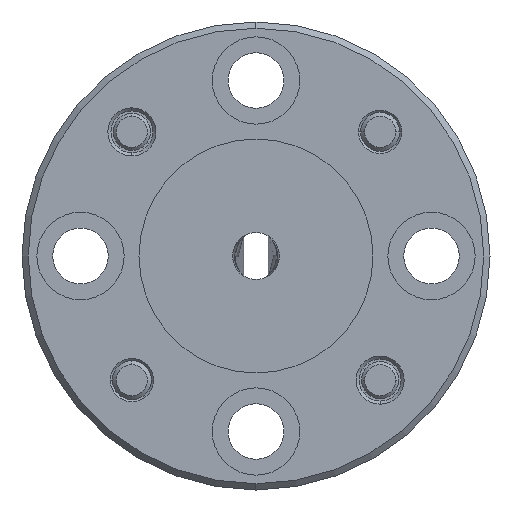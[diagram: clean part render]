
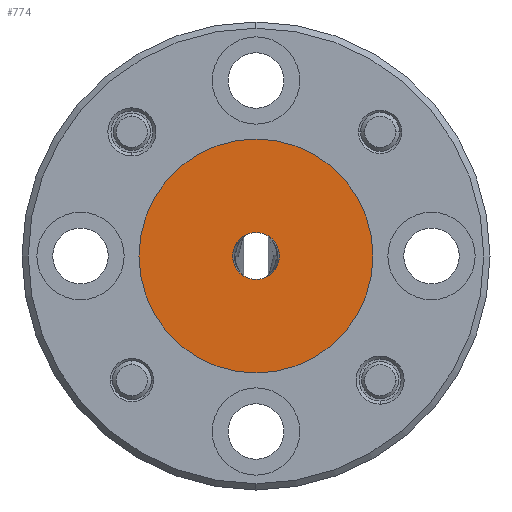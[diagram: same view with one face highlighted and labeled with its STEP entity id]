
A CAD part, left-side view. The second image highlights one B-rep face of the part: STEP entity #774.
In plain terms, the highlighted planar face has unit normal (-1, 0, 0).
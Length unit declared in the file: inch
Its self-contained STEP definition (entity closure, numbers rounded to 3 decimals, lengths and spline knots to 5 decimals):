
#144 = CARTESIAN_POINT ( 'NONE',  ( -0.98102, 0.74698, -0.20872 ) ) ;
#188 = CARTESIAN_POINT ( 'NONE',  ( -0.98102, 0.76515, -0.22693 ) ) ;
#213 = CARTESIAN_POINT ( 'NONE',  ( -0.98102, 0.69527, -0.22693 ) ) ;
#224 = CARTESIAN_POINT ( 'NONE',  ( -0.98102, 0.70322, -0.21529 ) ) ;
#240 = CARTESIAN_POINT ( 'NONE',  ( -0.98102, 0.69271, -0.24999 ) ) ;
#255 = CARTESIAN_POINT ( 'NONE',  ( -0.98102, 0.74698, -0.27581 ) ) ;
#296 = EDGE_CURVE ( 'NONE', #3467, #1849, #1498, .T. ) ;
#344 = CARTESIAN_POINT ( 'NONE',  ( -0.98102, 0.71344, -0.20872 ) ) ;
#378 = VERTEX_POINT ( 'NONE', #508 ) ;
#403 = B_SPLINE_CURVE_WITH_KNOTS ( 'NONE', 3,
 ( #607, #599, #2731, #1277, #1881, #344 ),
 .UNSPECIFIED., .F., .F.,
 ( 4, 2, 4 ),
 ( 0., 0.00044, 0.00088 ),
 .UNSPECIFIED. ) ;
#431 = CIRCLE ( 'NONE', #2737, 0.1875 ) ;
#454 = EDGE_CURVE ( 'NONE', #3467, #3802, #2314, .T. ) ;
#508 = CARTESIAN_POINT ( 'NONE',  ( -0.98102, 0.73021, -0.05476 ) ) ;
#511 = CARTESIAN_POINT ( 'NONE',  ( -0.98102, 0.75719, -0.26924 ) ) ;
#569 = PLANE ( 'NONE',  #2271 ) ;
#599 = CARTESIAN_POINT ( 'NONE',  ( -0.98102, 0.74198, -0.20622 ) ) ;
#607 = CARTESIAN_POINT ( 'NONE',  ( -0.98102, 0.74698, -0.20872 ) ) ;
#654 = B_SPLINE_CURVE_WITH_KNOTS ( 'NONE', 3,
 ( #144, #3819, #821, #188, #2326, #2317, #1083, #511, #1434, #2598 ),
 .UNSPECIFIED., .F., .F.,
 ( 4, 2, 2, 2, 4 ),
 ( 0., 0.00052, 0.00105, 0.00157, 0.0021 ),
 .UNSPECIFIED. ) ;
#722 = VERTEX_POINT ( 'NONE', #1472 ) ;
#774 = ADVANCED_FACE ( 'NONE', ( #2856, #2065 ), #569, .F. ) ;
#814 = CARTESIAN_POINT ( 'NONE',  ( -0.98102, 0.70844, -0.21122 ) ) ;
#821 = CARTESIAN_POINT ( 'NONE',  ( -0.98102, 0.75719, -0.21529 ) ) ;
#874 = CARTESIAN_POINT ( 'NONE',  ( -0.98102, 0.71344, -0.27581 ) ) ;
#970 = ORIENTED_EDGE ( 'NONE', *, *, #1953, .F. ) ;
#1083 = CARTESIAN_POINT ( 'NONE',  ( -0.98102, 0.76515, -0.2576 ) ) ;
#1103 = DIRECTION ( 'NONE',  ( 1., 0., 0. ) ) ;
#1108 = DIRECTION ( 'NONE',  ( 1., 0., 0. ) ) ;
#1185 = CARTESIAN_POINT ( 'NONE',  ( -0.98102, 0.74198, -0.27831 ) ) ;
#1277 = CARTESIAN_POINT ( 'NONE',  ( -0.98102, 0.7243, -0.20476 ) ) ;
#1320 = CARTESIAN_POINT ( 'NONE',  ( -0.98102, 0.71344, -0.20872 ) ) ;
#1338 = ORIENTED_EDGE ( 'NONE', *, *, #454, .T. ) ;
#1355 = DIRECTION ( 'NONE',  ( 0., 0., -1. ) ) ;
#1434 = CARTESIAN_POINT ( 'NONE',  ( -0.98102, 0.75198, -0.27331 ) ) ;
#1472 = CARTESIAN_POINT ( 'NONE',  ( -0.98102, 0.74698, -0.20872 ) ) ;
#1484 = CARTESIAN_POINT ( 'NONE',  ( -0.98102, 0.71844, -0.27831 ) ) ;
#1492 = ORIENTED_EDGE ( 'NONE', *, *, #296, .F. ) ;
#1498 = B_SPLINE_CURVE_WITH_KNOTS ( 'NONE', 3,
 ( #2347, #1841, #2119, #1891, #240, #3525, #213, #224, #814, #2910 ),
 .UNSPECIFIED., .F., .F.,
 ( 4, 2, 2, 2, 4 ),
 ( 0., 0.00052, 0.00105, 0.00157, 0.0021 ),
 .UNSPECIFIED. ) ;
#1613 = CIRCLE ( 'NONE', #3694, 0.1875 ) ;
#1653 = CARTESIAN_POINT ( 'NONE',  ( -0.98102, 0.73021, -0.42976 ) ) ;
#1789 = EDGE_CURVE ( 'NONE', #722, #3802, #654, .T. ) ;
#1791 = CARTESIAN_POINT ( 'NONE',  ( -0.98102, 0.7243, -0.27976 ) ) ;
#1841 = CARTESIAN_POINT ( 'NONE',  ( -0.98102, 0.70844, -0.27331 ) ) ;
#1849 = VERTEX_POINT ( 'NONE', #1320 ) ;
#1881 = CARTESIAN_POINT ( 'NONE',  ( -0.98102, 0.71844, -0.20622 ) ) ;
#1891 = CARTESIAN_POINT ( 'NONE',  ( -0.98102, 0.69527, -0.2576 ) ) ;
#1953 = EDGE_CURVE ( 'NONE', #378, #3009, #431, .T. ) ;
#1979 = DIRECTION ( 'NONE',  ( 1., 0., 0. ) ) ;
#2011 = CARTESIAN_POINT ( 'NONE',  ( -0.98102, 0.73021, -0.24226 ) ) ;
#2038 = EDGE_LOOP ( 'NONE', ( #2380, #3288, #1492, #1338 ) ) ;
#2065 = FACE_BOUND ( 'NONE', #2038, .T. ) ;
#2119 = CARTESIAN_POINT ( 'NONE',  ( -0.98102, 0.70322, -0.26924 ) ) ;
#2271 = AXIS2_PLACEMENT_3D ( 'NONE', #2851, #1979, #1355 ) ;
#2314 = B_SPLINE_CURVE_WITH_KNOTS ( 'NONE', 3,
 ( #874, #1484, #1791, #2974, #1185, #255 ),
 .UNSPECIFIED., .F., .F.,
 ( 4, 2, 4 ),
 ( 0., 0.00044, 0.00088 ),
 .UNSPECIFIED. ) ;
#2317 = CARTESIAN_POINT ( 'NONE',  ( -0.98102, 0.76771, -0.24999 ) ) ;
#2326 = CARTESIAN_POINT ( 'NONE',  ( -0.98102, 0.76771, -0.23454 ) ) ;
#2347 = CARTESIAN_POINT ( 'NONE',  ( -0.98102, 0.71344, -0.27581 ) ) ;
#2380 = ORIENTED_EDGE ( 'NONE', *, *, #1789, .F. ) ;
#2598 = CARTESIAN_POINT ( 'NONE',  ( -0.98102, 0.74698, -0.27581 ) ) ;
#2629 = EDGE_LOOP ( 'NONE', ( #970, #2706 ) ) ;
#2706 = ORIENTED_EDGE ( 'NONE', *, *, #3065, .F. ) ;
#2731 = CARTESIAN_POINT ( 'NONE',  ( -0.98102, 0.73611, -0.20476 ) ) ;
#2737 = AXIS2_PLACEMENT_3D ( 'NONE', #2011, #1108, #3223 ) ;
#2756 = DIRECTION ( 'NONE',  ( 0., 0., 1. ) ) ;
#2851 = CARTESIAN_POINT ( 'NONE',  ( -0.98102, 0.73021, -0.24226 ) ) ;
#2856 = FACE_OUTER_BOUND ( 'NONE', #2629, .T. ) ;
#2910 = CARTESIAN_POINT ( 'NONE',  ( -0.98102, 0.71344, -0.20872 ) ) ;
#2974 = CARTESIAN_POINT ( 'NONE',  ( -0.98102, 0.73611, -0.27976 ) ) ;
#3009 = VERTEX_POINT ( 'NONE', #1653 ) ;
#3065 = EDGE_CURVE ( 'NONE', #3009, #378, #1613, .T. ) ;
#3188 = EDGE_CURVE ( 'NONE', #722, #1849, #403, .T. ) ;
#3221 = CARTESIAN_POINT ( 'NONE',  ( -0.98102, 0.71344, -0.27581 ) ) ;
#3223 = DIRECTION ( 'NONE',  ( 0., 0., 1. ) ) ;
#3288 = ORIENTED_EDGE ( 'NONE', *, *, #3188, .T. ) ;
#3467 = VERTEX_POINT ( 'NONE', #3221 ) ;
#3470 = CARTESIAN_POINT ( 'NONE',  ( -0.98102, 0.74698, -0.27581 ) ) ;
#3525 = CARTESIAN_POINT ( 'NONE',  ( -0.98102, 0.69271, -0.23454 ) ) ;
#3694 = AXIS2_PLACEMENT_3D ( 'NONE', #3809, #1103, #2756 ) ;
#3802 = VERTEX_POINT ( 'NONE', #3470 ) ;
#3809 = CARTESIAN_POINT ( 'NONE',  ( -0.98102, 0.73021, -0.24226 ) ) ;
#3819 = CARTESIAN_POINT ( 'NONE',  ( -0.98102, 0.75198, -0.21122 ) ) ;
